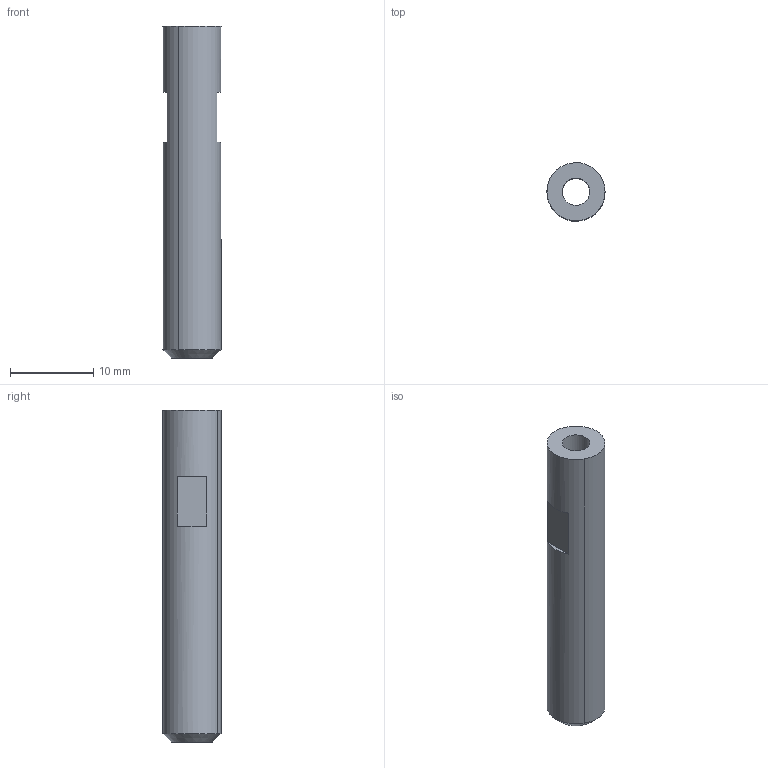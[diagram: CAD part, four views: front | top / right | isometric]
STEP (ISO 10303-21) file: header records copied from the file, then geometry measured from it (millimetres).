
FILE_DESCRIPTION(('CATIA V5 STEP Exchange'),'2;1');
FILE_NAME('Colonne Butee AR - 00.stp','2019-01-25T19:20:46+00:00',('none'),('none'),'CATIA Version 5 Release 21 GA (IN-10)','CATIA V5 STEP AP203','none');
FILE_SCHEMA(('CONFIG_CONTROL_DESIGN'));
Length unit declared in the file: millimetre
Products named in the file (1): Colonne Butee AR - 00
Bounding box: 7 x 7 x 40 mm (x, y, z)
Volume: 1172.7 mm3; surface area: 1342.7 mm2
Topology: 1 solids, 1 shells, 16 faces, 34 edges, 22 vertices
Faces by surface type: plane 8, cylinder 6, cone 2
Entity records: 443 total; most frequent: CARTESIAN_POINT 68, ORIENTED_EDGE 68, DIRECTION 56, EDGE_CURVE 34, AXIS2_PLACEMENT_3D 30, VERTEX_POINT 22, EDGE_LOOP 20, CIRCLE 18
